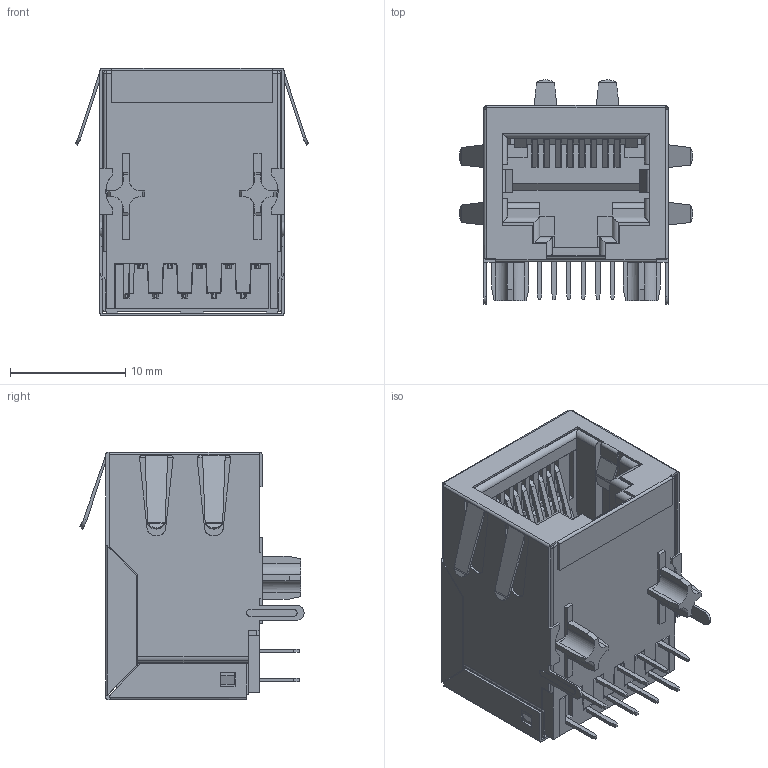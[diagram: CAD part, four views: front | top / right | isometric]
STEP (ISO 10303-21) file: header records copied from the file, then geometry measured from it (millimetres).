
FILE_DESCRIPTION(('CATIA V5 STEP Exchange','CAx-IF Rec.Pracs.--- Model Styling and Organization---1.4--- 2014-01-23'),'2;1');
FILE_NAME ('1100373-2_0_2661690000_2661690000.stp','2019-05-06T13:01:23+00:00',('none'),('Weidmueller'),'CATIA Version 5-6 Release 2016 SP3 HF44','CATIA V5 STEP AP214','none');
FILE_SCHEMA(('AUTOMOTIVE_DESIGN { 1 0 10303 214 1 1 1 1 }'));
Products named in the file (1): 2661690000
Bounding box: 20.3 x 19.48 x 21.5 mm (x, y, z)
Volume: 1967 mm3; surface area: 6425.9 mm2
Topology: 7 solids, 7 shells, 1660 faces, 4962 edges, 3249 vertices
Faces by surface type: plane 1318, cylinder 287, revolution 55
Entity records: 58666 total; most frequent: CARTESIAN_POINT 13003, ORIENTED_EDGE 9916, DIRECTION 7905, EDGE_CURVE 4958, VECTOR 4305, LINE 4305, VERTEX_POINT 3249, AXIS2_PLACEMENT_3D 1941
